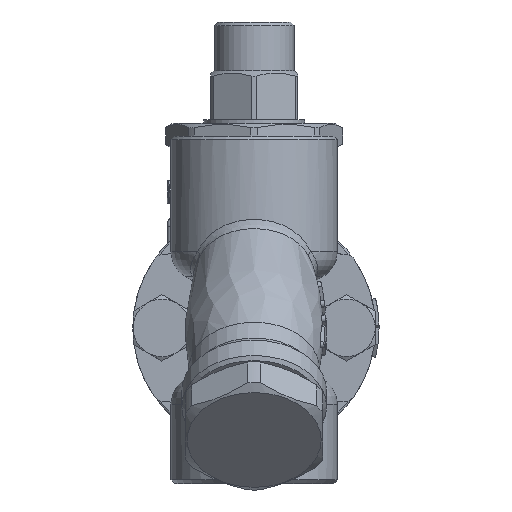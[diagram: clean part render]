
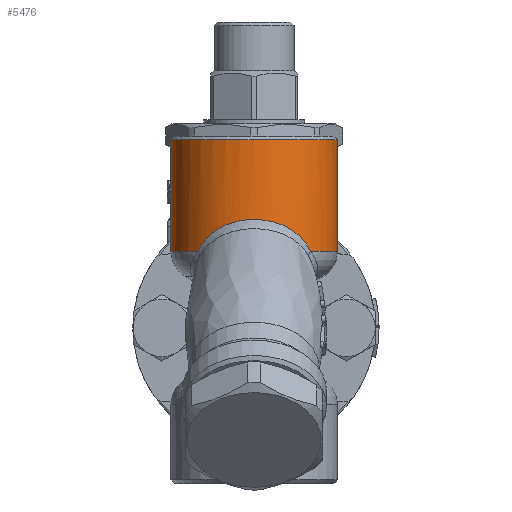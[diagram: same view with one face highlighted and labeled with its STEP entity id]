
A CAD part, left-side view. The second image highlights one B-rep face of the part: STEP entity #5476.
In plain terms, the highlighted cylindrical face has radius 23 mm (diameter 46 mm), a full revolution.
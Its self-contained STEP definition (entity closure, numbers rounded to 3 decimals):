
#5327=CARTESIAN_POINT('',(-63.5,0.,52.));
#5328=VERTEX_POINT('',#5327);
#5329=CARTESIAN_POINT('',(-86.5,0.0,52.));
#5330=DIRECTION('',(0.0,0.0,1.0));
#5331=DIRECTION('',(-1.0,0.0,0.0));
#5332=AXIS2_PLACEMENT_3D('',#5329,#5330,#5331);
#5333=CIRCLE('',#5332,23.);
#5334=EDGE_CURVE('',#5328,#5328,#5333,.T.);
#5350=CARTESIAN_POINT('',(-86.5,0.0,37.059));
#5351=DIRECTION('',(0.0,0.0,1.0));
#5352=DIRECTION('',(1.0,0.0,0.0));
#5353=AXIS2_PLACEMENT_3D('',#5350,#5351,#5352);
#5354=CYLINDRICAL_SURFACE('',#5353,23.);
#5355=CARTESIAN_POINT('',(-103.357,-15.647,21.119));
#5356=VERTEX_POINT('',#5355);
#5357=CARTESIAN_POINT('',(-103.357,15.647,21.119));
#5358=VERTEX_POINT('',#5357);
#5359=CARTESIAN_POINT('',(-103.357,-15.647,21.119));
#5360=CARTESIAN_POINT('',(-103.743,-15.232,21.95));
#5361=CARTESIAN_POINT('',(-104.364,-14.516,23.125));
#5362=CARTESIAN_POINT('',(-105.106,-13.53,24.34));
#5363=CARTESIAN_POINT('',(-105.527,-12.926,24.987));
#5364=CARTESIAN_POINT('',(-105.943,-12.298,25.603));
#5365=CARTESIAN_POINT('',(-106.449,-11.468,26.313));
#5366=CARTESIAN_POINT('',(-107.225,-10.035,27.338));
#5367=CARTESIAN_POINT('',(-108.094,-8.063,28.395));
#5368=CARTESIAN_POINT('',(-108.884,-5.516,29.29));
#5369=CARTESIAN_POINT('',(-109.332,-3.09,29.776));
#5370=CARTESIAN_POINT('',(-109.506,-0.925,29.962));
#5371=CARTESIAN_POINT('',(-109.506,0.927,29.962));
#5372=CARTESIAN_POINT('',(-109.356,2.788,29.802));
#5373=CARTESIAN_POINT('',(-109.057,4.614,29.478));
#5374=CARTESIAN_POINT('',(-108.696,6.079,29.077));
#5375=CARTESIAN_POINT('',(-108.346,7.211,28.678));
#5376=CARTESIAN_POINT('',(-107.713,9.015,27.94));
#5377=CARTESIAN_POINT('',(-106.851,10.81,26.878));
#5378=CARTESIAN_POINT('',(-105.636,12.8,25.173));
#5379=CARTESIAN_POINT('',(-104.567,14.283,23.51));
#5380=CARTESIAN_POINT('',(-103.741,15.233,21.947));
#5381=CARTESIAN_POINT('',(-103.357,15.647,21.119));
#5382=B_SPLINE_CURVE_WITH_KNOTS('',3,(#5359,#5360,#5361,#5362,#5363,#5364,#5365,#5366,#5367,#5368,#5369,#5370,#5371,#5372,#5373,#5374,#5375,#5376,#5377,#5378,#5379,#5380,#5381),.UNSPECIFIED.,.F.,.U.,(4,1,1,1,1,1,1,1,1,1,1,1,1,1,1,1,1,1,1,1,4),(-20.531,-20.217,-20.06,-19.981,-19.903,-19.746,-19.589,-19.275,-18.962,-18.648,-18.439,-18.229,-18.02,-17.811,-17.602,-17.497,-17.393,-16.922,-16.765,-16.451,-16.138),.UNSPECIFIED.);
#5383=EDGE_CURVE('',#5356,#5358,#5382,.T.);
#5384=ORIENTED_EDGE('',*,*,#5383,.F.);
#5385=CARTESIAN_POINT('',(-69.774,-15.787,21.119));
#5386=VERTEX_POINT('',#5385);
#5387=CARTESIAN_POINT('',(-86.5,0.0,21.119));
#5388=DIRECTION('',(0.0,0.0,1.0));
#5389=DIRECTION('',(1.0,0.0,0.0));
#5390=AXIS2_PLACEMENT_3D('',#5387,#5388,#5389);
#5391=CIRCLE('',#5390,23.);
#5392=EDGE_CURVE('',#5356,#5386,#5391,.T.);
#5393=ORIENTED_EDGE('',*,*,#5392,.T.);
#5394=CARTESIAN_POINT('',(-66.581,-11.5,21.494));
#5395=VERTEX_POINT('',#5394);
#5396=CARTESIAN_POINT('',(-86.5,0.0,22.5));
#5397=DIRECTION('',(0.0,0.087,-0.996));
#5398=DIRECTION('',(0.0,0.996,0.087));
#5399=AXIS2_PLACEMENT_3D('',#5396,#5397,#5398);
#5400=ELLIPSE('',#5399,23.088,23.);
#5401=EDGE_CURVE('',#5395,#5386,#5400,.T.);
#5402=ORIENTED_EDGE('',*,*,#5401,.F.);
#5403=CARTESIAN_POINT('',(-66.581,-11.5,21.697));
#5404=VERTEX_POINT('',#5403);
#5405=CARTESIAN_POINT('',(-66.581,-11.5,21.494));
#5406=DIRECTION('',(0.0,0.0,1.0));
#5407=VECTOR('',#5406,0.203);
#5408=LINE('',#5405,#5407);
#5409=EDGE_CURVE('',#5395,#5404,#5408,.T.);
#5410=ORIENTED_EDGE('',*,*,#5409,.T.);
#5411=CARTESIAN_POINT('',(-65.409,-9.175,21.697));
#5412=VERTEX_POINT('',#5411);
#5413=CARTESIAN_POINT('',(-86.5,0.0,21.697));
#5414=DIRECTION('',(0.0,0.0,1.0));
#5415=DIRECTION('',(1.0,0.0,0.0));
#5416=AXIS2_PLACEMENT_3D('',#5413,#5414,#5415);
#5417=CIRCLE('',#5416,23.);
#5418=EDGE_CURVE('',#5404,#5412,#5417,.T.);
#5419=ORIENTED_EDGE('',*,*,#5418,.T.);
#5420=CARTESIAN_POINT('',(-63.5,0.0,22.5));
#5421=VERTEX_POINT('',#5420);
#5422=CARTESIAN_POINT('',(-86.5,0.0,22.5));
#5423=DIRECTION('',(0.0,0.087,-0.996));
#5424=DIRECTION('',(0.0,0.996,0.087));
#5425=AXIS2_PLACEMENT_3D('',#5422,#5423,#5424);
#5426=ELLIPSE('',#5425,23.088,23.);
#5427=EDGE_CURVE('',#5421,#5412,#5426,.T.);
#5428=ORIENTED_EDGE('',*,*,#5427,.F.);
#5429=CARTESIAN_POINT('',(-65.409,9.175,21.697));
#5430=VERTEX_POINT('',#5429);
#5431=CARTESIAN_POINT('',(-86.5,0.0,22.5));
#5432=DIRECTION('',(0.0,-0.087,-0.996));
#5433=DIRECTION('',(0.0,0.996,-0.087));
#5434=AXIS2_PLACEMENT_3D('',#5431,#5432,#5433);
#5435=ELLIPSE('',#5434,23.088,23.);
#5436=EDGE_CURVE('',#5430,#5421,#5435,.T.);
#5437=ORIENTED_EDGE('',*,*,#5436,.F.);
#5438=CARTESIAN_POINT('',(-66.581,11.5,21.697));
#5439=VERTEX_POINT('',#5438);
#5440=CARTESIAN_POINT('',(-86.5,0.0,21.697));
#5441=DIRECTION('',(0.0,0.0,1.0));
#5442=DIRECTION('',(1.0,0.0,0.0));
#5443=AXIS2_PLACEMENT_3D('',#5440,#5441,#5442);
#5444=CIRCLE('',#5443,23.);
#5445=EDGE_CURVE('',#5430,#5439,#5444,.T.);
#5446=ORIENTED_EDGE('',*,*,#5445,.T.);
#5447=CARTESIAN_POINT('',(-66.581,11.5,21.494));
#5448=VERTEX_POINT('',#5447);
#5449=CARTESIAN_POINT('',(-66.581,11.5,21.697));
#5450=DIRECTION('',(0.0,0.0,-1.0));
#5451=VECTOR('',#5450,0.203);
#5452=LINE('',#5449,#5451);
#5453=EDGE_CURVE('',#5439,#5448,#5452,.T.);
#5454=ORIENTED_EDGE('',*,*,#5453,.T.);
#5455=CARTESIAN_POINT('',(-69.774,15.787,21.119));
#5456=VERTEX_POINT('',#5455);
#5457=CARTESIAN_POINT('',(-86.5,0.0,22.5));
#5458=DIRECTION('',(0.0,-0.087,-0.996));
#5459=DIRECTION('',(0.0,0.996,-0.087));
#5460=AXIS2_PLACEMENT_3D('',#5457,#5458,#5459);
#5461=ELLIPSE('',#5460,23.088,23.);
#5462=EDGE_CURVE('',#5456,#5448,#5461,.T.);
#5463=ORIENTED_EDGE('',*,*,#5462,.F.);
#5464=CARTESIAN_POINT('',(-86.5,0.0,21.119));
#5465=DIRECTION('',(0.0,0.0,1.0));
#5466=DIRECTION('',(1.0,0.0,0.0));
#5467=AXIS2_PLACEMENT_3D('',#5464,#5465,#5466);
#5468=CIRCLE('',#5467,23.);
#5469=EDGE_CURVE('',#5456,#5358,#5468,.T.);
#5470=ORIENTED_EDGE('',*,*,#5469,.T.);
#5471=EDGE_LOOP('',(#5384,#5393,#5402,#5410,#5419,#5428,#5437,#5446,#5454,#5463,#5470));
#5472=FACE_OUTER_BOUND('',#5471,.T.);
#5473=ORIENTED_EDGE('',*,*,#5334,.F.);
#5474=EDGE_LOOP('',(#5473));
#5475=FACE_BOUND('',#5474,.T.);
#5476=ADVANCED_FACE('',(#5472,#5475),#5354,.T.);
